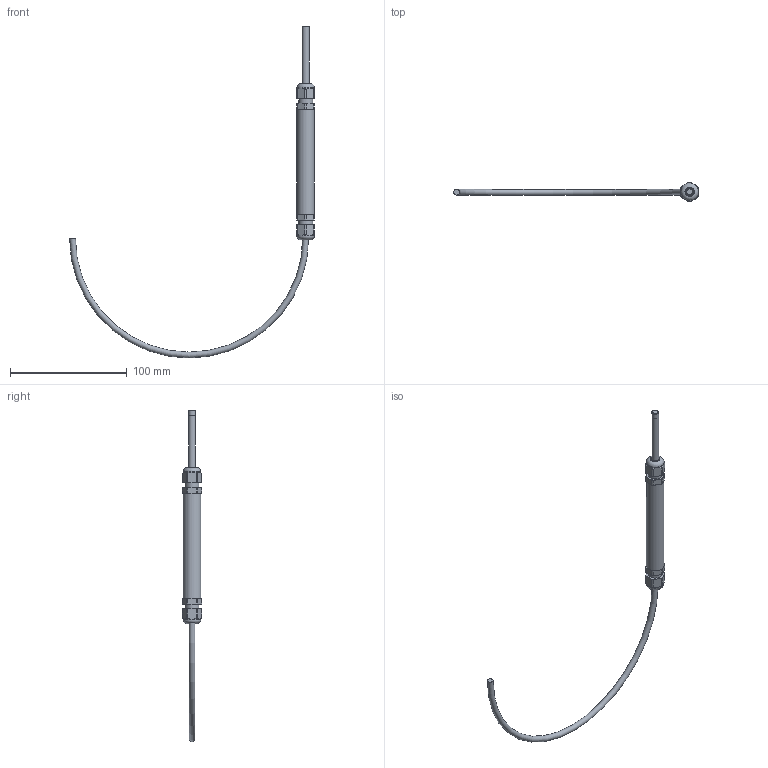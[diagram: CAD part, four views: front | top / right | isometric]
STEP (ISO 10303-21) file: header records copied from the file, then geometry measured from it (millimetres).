
FILE_DESCRIPTION(/* description */ (''),/* implementation_level */ '2;1');
FILE_NAME(/* name */ 'Pi-T000Xxx.step',/* time_stamp */ '2021-08-02T08:53:42+02:00',/* author */ (''),/* organization */ (''),/* preprocessor_version */ 'ST-DEVELOPER v18.1',/* originating_system */ 'Autodesk Translation Framework v10.9.0.1377',/* authorisation */ '');
FILE_SCHEMA (('AUTOMOTIVE_DESIGN { 1 0 10303 214 3 1 1 }'));
Length unit declared in the file: millimetre
Products named in the file (6): Pi-T000Xxx; Pi-xxx0X; Przewod; PiOne_T0; M12_dlawnica; Temperatura_Tx
Assembly tree (6 placements, depth 3):
  Pi-T000Xxx
    Pi-xxx0X
      M12_dlawnica
      Przewod
    PiOne_T0
      M12_dlawnica
      Temperatura_Tx
Bounding box: 210 x 16.59 x 284.87 mm (x, y, z)
Volume: 19128.8 mm3; surface area: 19509.2 mm2
Topology: 5 solids, 5 shells, 129 faces, 283 edges, 177 vertices
Faces by surface type: plane 47, cylinder 40, cone 32, torus 10
Full cylindrical faces by diameter (mm): 4 x2, 5 x1, 5.5 x2, 6 x1, 9.957 x2, 12 x5, 15 x3
Entity records: 2073 total; most frequent: CARTESIAN_POINT 375, DIRECTION 368, ORIENTED_EDGE 300, AXIS2_PLACEMENT_3D 159, EDGE_CURVE 150, VERTEX_POINT 94, EDGE_LOOP 82, CIRCLE 76
